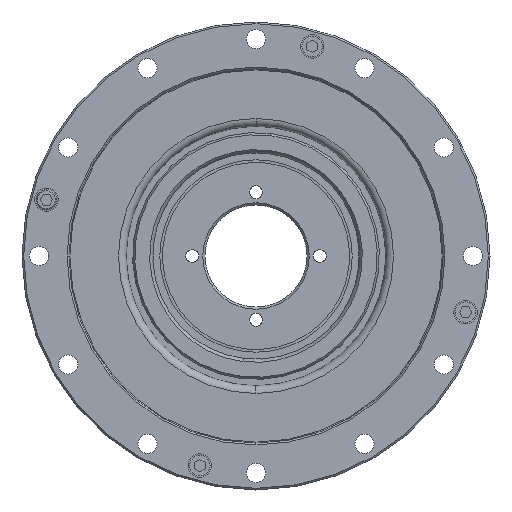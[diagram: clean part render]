
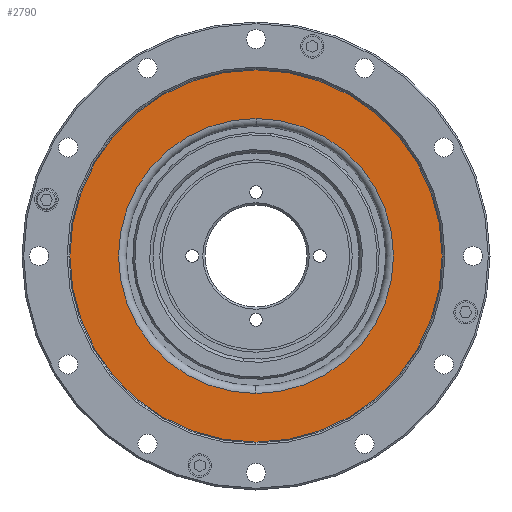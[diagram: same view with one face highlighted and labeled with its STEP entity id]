
A CAD part, left-side view. The second image highlights one B-rep face of the part: STEP entity #2790.
In plain terms, the highlighted planar face has unit normal (-1, 0, 0).
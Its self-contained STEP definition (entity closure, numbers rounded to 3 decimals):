
#227 = EDGE_LOOP ( 'NONE', ( #5451, #7689 ) ) ;
#264 = FACE_OUTER_BOUND ( 'NONE', #227, .T. ) ;
#558 = DIRECTION ( 'NONE',  ( -1., 0., 0. ) ) ;
#596 = DIRECTION ( 'NONE',  ( 0., 0., 1. ) ) ;
#694 = DIRECTION ( 'NONE',  ( -1., 0., 0. ) ) ;
#812 = EDGE_CURVE ( 'NONE', #6530, #976, #3524, .T. ) ;
#976 = VERTEX_POINT ( 'NONE', #5333 ) ;
#1426 = CARTESIAN_POINT ( 'NONE',  ( 2.94, 0., 0. ) ) ;
#1434 = CARTESIAN_POINT ( 'NONE',  ( 2.94, 32.313, 0. ) ) ;
#1551 = CARTESIAN_POINT ( 'NONE',  ( 2.94, 0., -43.75 ) ) ;
#1612 = DIRECTION ( 'NONE',  ( -1., 0., 0. ) ) ;
#1964 = VERTEX_POINT ( 'NONE', #7633 ) ;
#2790 = ADVANCED_FACE ( 'NONE', ( #3616, #264 ), #8157, .F. ) ;
#3271 = EDGE_CURVE ( 'NONE', #976, #6530, #7515, .T. ) ;
#3524 = CIRCLE ( 'NONE', #7796, 43.75 ) ;
#3616 = FACE_BOUND ( 'NONE', #4187, .T. ) ;
#3756 = CIRCLE ( 'NONE', #7948, 32.313 ) ;
#3769 = DIRECTION ( 'NONE',  ( 0., 0., 1. ) ) ;
#3786 = CARTESIAN_POINT ( 'NONE',  ( 2.94, 0., 0. ) ) ;
#4187 = EDGE_LOOP ( 'NONE', ( #7667, #7491 ) ) ;
#4502 = DIRECTION ( 'NONE',  ( 0., 0., -1. ) ) ;
#4547 = CARTESIAN_POINT ( 'NONE',  ( 2.94, 0., 32.313 ) ) ;
#4707 = DIRECTION ( 'NONE',  ( 0., 0., 1. ) ) ;
#4816 = VERTEX_POINT ( 'NONE', #4547 ) ;
#4902 = AXIS2_PLACEMENT_3D ( 'NONE', #9151, #1612, #4707 ) ;
#5333 = CARTESIAN_POINT ( 'NONE',  ( 2.94, 0., 43.75 ) ) ;
#5451 = ORIENTED_EDGE ( 'NONE', *, *, #3271, .T. ) ;
#5637 = CIRCLE ( 'NONE', #8873, 32.313 ) ;
#5810 = DIRECTION ( 'NONE',  ( 0., 0., 1. ) ) ;
#5936 = DIRECTION ( 'NONE',  ( 1., 0., 0. ) ) ;
#6530 = VERTEX_POINT ( 'NONE', #1551 ) ;
#6707 = CARTESIAN_POINT ( 'NONE',  ( 2.94, 0., 0. ) ) ;
#6776 = DIRECTION ( 'NONE',  ( -1., 0., 0. ) ) ;
#7491 = ORIENTED_EDGE ( 'NONE', *, *, #8492, .F. ) ;
#7515 = CIRCLE ( 'NONE', #4902, 43.75 ) ;
#7633 = CARTESIAN_POINT ( 'NONE',  ( 2.94, 0., -32.313 ) ) ;
#7667 = ORIENTED_EDGE ( 'NONE', *, *, #9352, .F. ) ;
#7689 = ORIENTED_EDGE ( 'NONE', *, *, #812, .T. ) ;
#7796 = AXIS2_PLACEMENT_3D ( 'NONE', #1426, #558, #3769 ) ;
#7948 = AXIS2_PLACEMENT_3D ( 'NONE', #3786, #6776, #5810 ) ;
#8157 = PLANE ( 'NONE',  #8524 ) ;
#8492 = EDGE_CURVE ( 'NONE', #1964, #4816, #5637, .T. ) ;
#8524 = AXIS2_PLACEMENT_3D ( 'NONE', #1434, #5936, #4502 ) ;
#8873 = AXIS2_PLACEMENT_3D ( 'NONE', #6707, #694, #596 ) ;
#9151 = CARTESIAN_POINT ( 'NONE',  ( 2.94, 0., 0. ) ) ;
#9352 = EDGE_CURVE ( 'NONE', #4816, #1964, #3756, .T. ) ;
